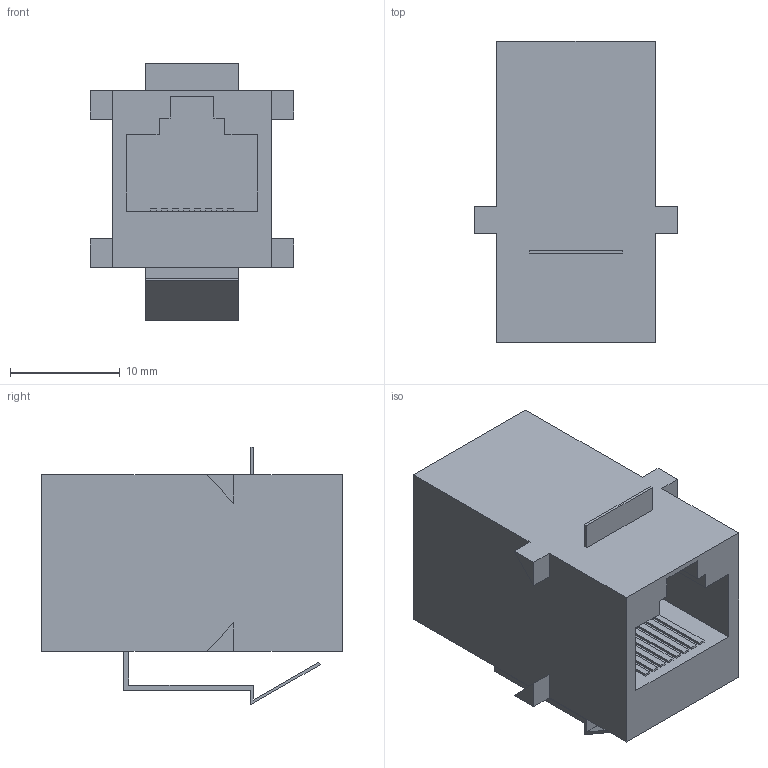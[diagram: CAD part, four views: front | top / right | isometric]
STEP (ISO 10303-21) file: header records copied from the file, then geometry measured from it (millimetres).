
FILE_DESCRIPTION(('Creo Elements/Direct Modeling STEP Export'),'2;1');
FILE_NAME('model.stp','2019-03-20T17:52:13',(''),(''),'Creo Elements/Direct Modeling STEP processor for AP214 (Solid Model)','Creo Elements/Direct Modeling 20.1A 29-Sep-2018 (C) Parametric Technology GmbH','');
FILE_SCHEMA(('AUTOMOTIVE_DESIGN { 1 0 10303 214 1 1 1 1 }'));
Length unit declared in the file: millimetre
Products named in the file (2): VS-08-BU-RJ45_BU_RF.1; VS-08-BU-RJ45_BU_RF
Assembly tree (1 placements, depth 2):
  VS-08-BU-RJ45_BU_RF
    VS-08-BU-RJ45_BU_RF.1
Bounding box: 18.55 x 27.46 x 23.5 mm (x, y, z)
Volume: 4327.9 mm3; surface area: 3729.7 mm2
Topology: 1 solids, 1 shells, 124 faces, 354 edges, 236 vertices
Faces by surface type: plane 124
Entity records: 4726 total; most frequent: ORIENTED_EDGE 708, CARTESIAN_POINT 654, DIRECTION 523, EDGE_CURVE 354, VECTOR 313, LINE 313, VERTEX_POINT 236, EDGE_LOOP 128
